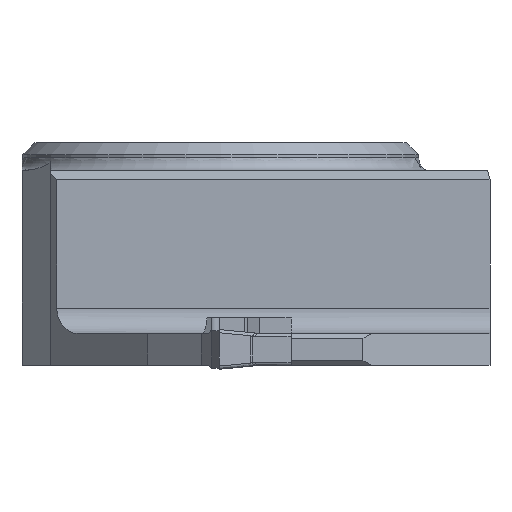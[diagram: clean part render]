
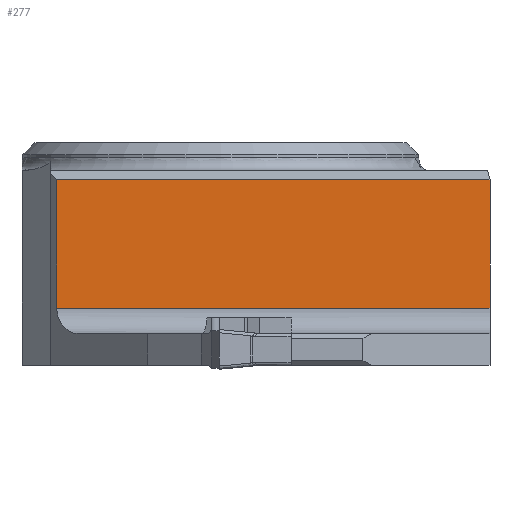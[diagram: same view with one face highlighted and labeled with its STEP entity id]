
A CAD part, left-side view. The second image highlights one B-rep face of the part: STEP entity #277.
In plain terms, the highlighted planar face has unit normal (-1, 0, 0).
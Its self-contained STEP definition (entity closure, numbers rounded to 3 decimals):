
#216=PLANE('',#2090);
#277=ADVANCED_FACE('CL_R_SU3',(#408),#216,.F.);
#408=FACE_OUTER_BOUND('',#518,.T.);
#518=EDGE_LOOP('',(#1010,#1011,#1012,#1013));
#671=LINE('',#2840,#819);
#672=LINE('',#2842,#820);
#673=LINE('',#2844,#821);
#674=LINE('',#2846,#822);
#819=VECTOR('',#2308,1.);
#820=VECTOR('',#2311,1.);
#821=VECTOR('',#2312,1.);
#822=VECTOR('',#2313,1.);
#1010=ORIENTED_EDGE('',*,*,#1744,.T.);
#1011=ORIENTED_EDGE('',*,*,#1745,.T.);
#1012=ORIENTED_EDGE('',*,*,#1746,.F.);
#1013=ORIENTED_EDGE('',*,*,#1743,.T.);
#1547=VERTEX_POINT('',#2829);
#1552=VERTEX_POINT('',#2839);
#1553=VERTEX_POINT('',#2843);
#1554=VERTEX_POINT('',#2845);
#1743=EDGE_CURVE('',#1547,#1552,#671,.T.);
#1744=EDGE_CURVE('',#1552,#1553,#672,.T.);
#1745=EDGE_CURVE('',#1553,#1554,#673,.T.);
#1746=EDGE_CURVE('',#1547,#1554,#674,.T.);
#2090=AXIS2_PLACEMENT_3D('',#2847,#2314,#2315);
#2308=DIRECTION('',(0.,-1.,0.));
#2311=DIRECTION('',(0.,0.,1.));
#2312=DIRECTION('',(0.,1.,0.));
#2313=DIRECTION('',(0.,0.,1.));
#2314=DIRECTION('',(1.,0.,0.));
#2315=DIRECTION('',(0.,0.,-1.));
#2829=CARTESIAN_POINT('',(-17.25,10.348,-10.15));
#2839=CARTESIAN_POINT('',(-17.25,-17.,-10.15));
#2840=CARTESIAN_POINT('',(-17.25,-110.,-10.15));
#2842=CARTESIAN_POINT('',(-17.25,-17.,-50.));
#2843=CARTESIAN_POINT('',(-17.25,-17.,-2.023));
#2844=CARTESIAN_POINT('',(-17.25,-110.,-2.023));
#2845=CARTESIAN_POINT('',(-17.25,10.348,-2.023));
#2846=CARTESIAN_POINT('',(-17.25,10.348,158.25));
#2847=CARTESIAN_POINT('',(-17.25,-110.,158.25));
